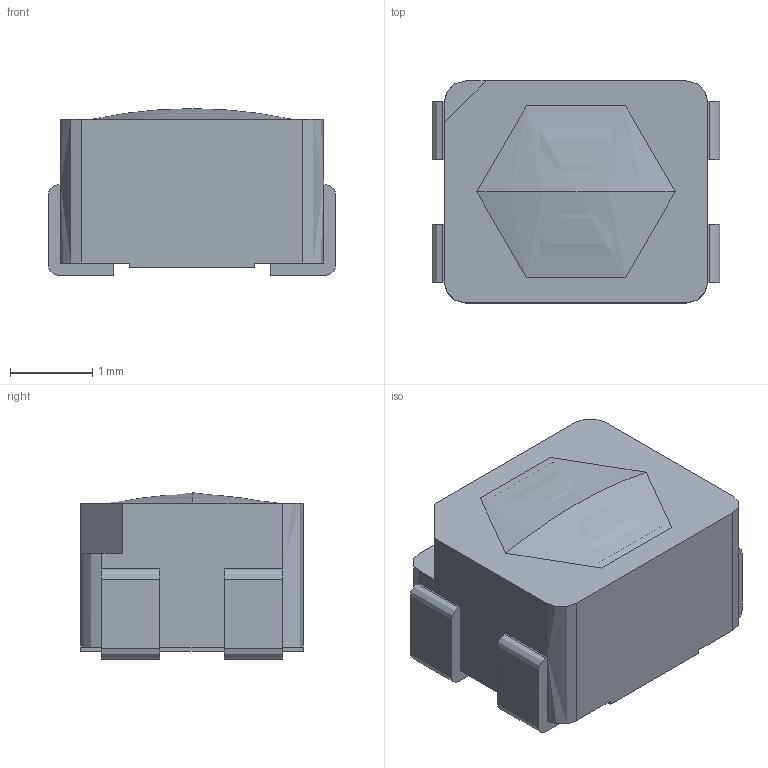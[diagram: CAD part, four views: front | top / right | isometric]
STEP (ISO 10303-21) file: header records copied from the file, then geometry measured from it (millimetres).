
FILE_DESCRIPTION (( 'STEP AP214' ), '1' );
FILE_NAME ('User Library-597-7701-207F-1.STEP', '2018-10-26T10:53:07', ( '' ), ( '' ), 'SwSTEP 2.0', 'SolidWorks 2018', '' );
FILE_SCHEMA (( 'AUTOMOTIVE_DESIGN' ));
Length unit declared in the file: millimetre
Products named in the file (1): User Library-597-7701-207F-1
Bounding box: 3.5 x 2.7 x 2.03 mm (x, y, z)
Volume: 14.8 mm3
Topology: 2 solids, 3 shells, 84 faces, 220 edges, 146 vertices
Faces by surface type: plane 60, cylinder 16, torus 6, sphere 2
Entity records: 3776 total; most frequent: CARTESIAN_POINT 704, ORIENTED_EDGE 436, DIRECTION 428, EDGE_CURVE 218, LINE 162, VECTOR 162, VERTEX_POINT 146, AXIS2_PLACEMENT_3D 133
